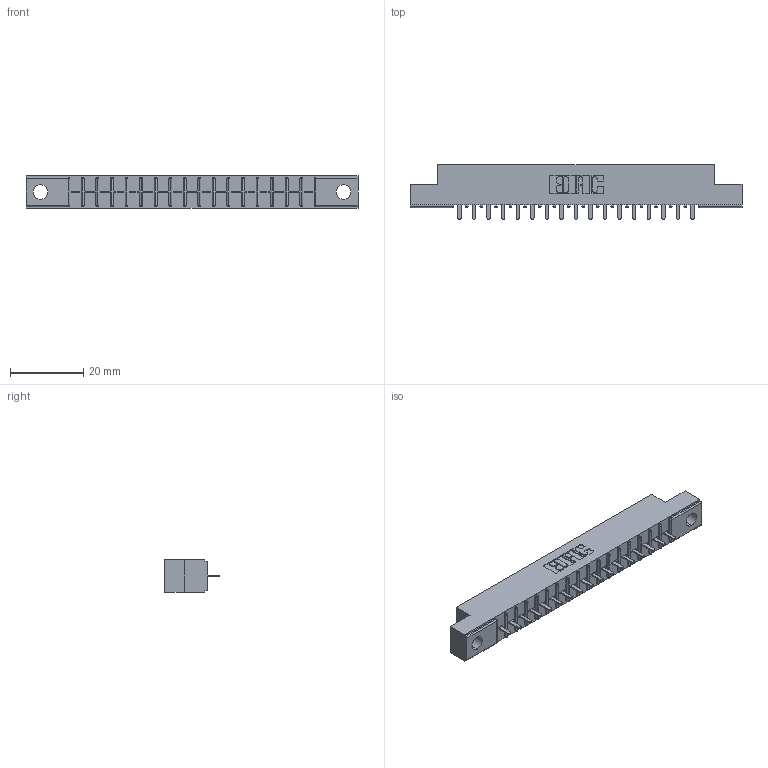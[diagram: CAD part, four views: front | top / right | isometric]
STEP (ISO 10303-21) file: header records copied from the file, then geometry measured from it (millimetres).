
FILE_DESCRIPTION (( 'STEP AP203' ), '1' );
FILE_NAME ('306-017-521-104.STEP', '2019-09-11T20:17:03', ( '' ), ( '' ), 'SwSTEP 2.0', 'SolidWorks 2016', '' );
FILE_SCHEMA (( 'CONFIG_CONTROL_DESIGN' ));
Length unit declared in the file: inch
Products named in the file (3): 306-290-001_121; 306-017-521-104; 306 Part_.156 Dia
Assembly tree (18 placements, depth 2):
  306-017-521-104
    306 Part_.156 Dia
    306-290-001_121  x17
Bounding box: 90.37 x 14.88 x 8.71 mm (x, y, z)
Volume: 6026.9 mm3; surface area: 8507.5 mm2
Topology: 18 solids, 18 shells, 1320 faces, 3701 edges, 2374 vertices
Faces by surface type: plane 881, cylinder 371, sphere 68
Entity records: 19466 total; most frequent: CARTESIAN_POINT 3268, ORIENTED_EDGE 3234, DIRECTION 3217, EDGE_CURVE 1617, VECTOR 1259, LINE 1259, VERTEX_POINT 1030, AXIS2_PLACEMENT_3D 979
